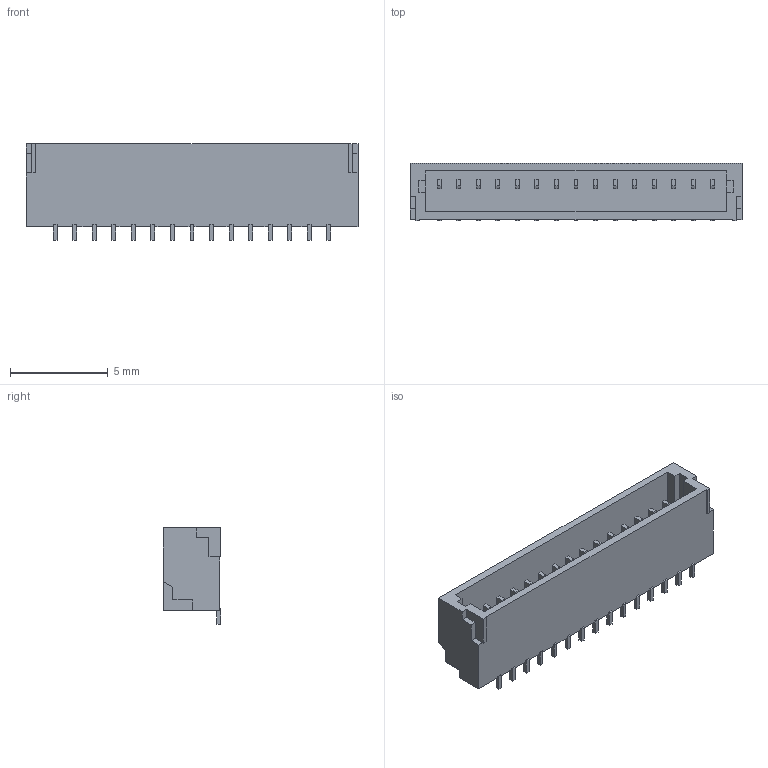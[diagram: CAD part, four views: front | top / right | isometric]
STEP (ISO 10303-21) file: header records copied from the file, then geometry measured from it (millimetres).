
FILE_DESCRIPTION(('FreeCAD Model'),'2;1');
FILE_NAME('SM15B-SRSS.step','2019-01-24T23:15:14',( 'kicad StepUp'),('ksu MCAD'),'Open CASCADE STEP processor 7.2', 'FreeCAD','Unknown');
FILE_SCHEMA(('AUTOMOTIVE_DESIGN { 1 0 10303 214 1 1 1 1 }'));
Length unit declared in the file: millimetre
Products named in the file (1): SM15B-SRSS
Bounding box: 17 x 2.96 x 4.95 mm (x, y, z)
Volume: 112.2 mm3; surface area: 417.1 mm2
Topology: 1 solids, 1 shells, 210 faces, 574 edges, 382 vertices
Faces by surface type: plane 210
Entity records: 7985 total; most frequent: CARTESIAN_POINT 1167, ORIENTED_EDGE 1148, DIRECTION 996, EDGE_CURVE 574, LINE 574, VECTOR 574, VERTEX_POINT 382, FACE_BOUND 226
